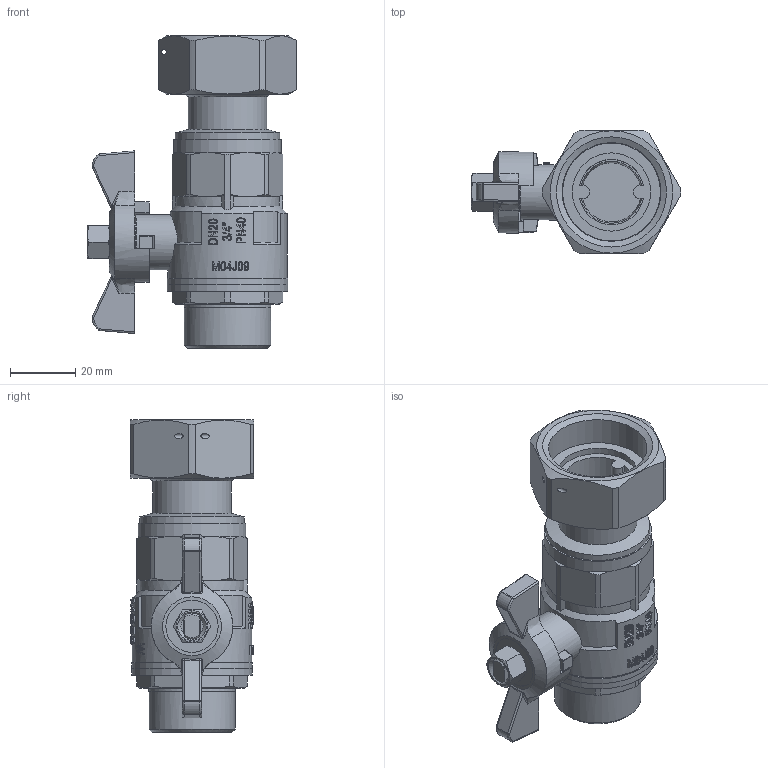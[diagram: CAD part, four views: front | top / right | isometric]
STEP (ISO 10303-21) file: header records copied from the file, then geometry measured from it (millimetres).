
FILE_DESCRIPTION(/* description */ ('Unknown'),/* implementation_level */ '2;1');
FILE_NAME(/* name */ '709-56k',/* time_stamp */ '2022-07-22T11:07:31+02:00',/* author */ ('Unknown'),/* organization */ ('Unknown'),/* preprocessor_version */ 'ST-DEVELOPER v16.7',/* originating_system */ 'Solid Edge',/* authorisation */ 'Unknown');
FILE_SCHEMA (('AUTOMOTIVE_DESIGN {1 0 10303 214 3 1 1}'));
Products named in the file (16): 709-56k; Flügelgriff 1_4 - 3_4; 616-3_4_zus.; 610-3_4_Spindel; 610-3_4_Stopfbuchse; 610-3_4_Einschraubteil; 610-3_4_Körper; 600-3_4-Mutter-Fl.G.; 725-56; _berwurfmutter_0; St_tze_0; O-Ring_0; Dichtung_0; StoppRing_0; Speerring_0
Assembly tree (15 placements, depth 4):
  709-56k
    Flügelgriff 1_4 - 3_4
    616-3_4_zus.
      610-3_4_Spindel
        610-3_4_Stopfbuchse
        610-3_4_Spindel
      610-3_4_Einschraubteil
      610-3_4_Körper
    600-3_4-Mutter-Fl.G.
    725-56
      _berwurfmutter_0
      St_tze_0
      O-Ring_0
      Dichtung_0
      StoppRing_0
      Speerring_0
Bounding box: 64.25 x 37.8 x 95.8 mm (x, y, z)
Volume: 50626.4 mm3; surface area: 36375.9 mm2
Topology: 12 solids, 20 shells, 1335 faces, 3620 edges, 2384 vertices
Faces by surface type: plane 1085, cylinder 152, cone 67, bspline 18, sphere 10, torus 3
Full cylindrical faces by diameter (mm): 1.5 x1, 6.6 x1, 6.75 x1, 8.9 x2, 9.1 x1, 9.3 x1, 10.5 x1, 12 x1, 12.5 x1, 14 x2, 16 x1, 17 x1, 18.12 x1, 18.5 x1, 19 x1, 20 x1, 24 x3, 24.117 x1, 26 x2, 26.4 x1, 26.441 x2, 26.442 x1, 26.45 x1, 28 x2, 30 x1, 30.2 x1, 30.291 x1, 30.3 x1, 30.5 x1, 32 x2
Entity records: 55266 total; most frequent: CARTESIAN_POINT 12138, DIRECTION 7993, ORIENTED_EDGE 7018, EDGE_CURVE 3509, AXIS2_PLACEMENT_3D 3317, VERTEX_POINT 2360, ELLIPSE 1538, FACE_BOUND 1503
